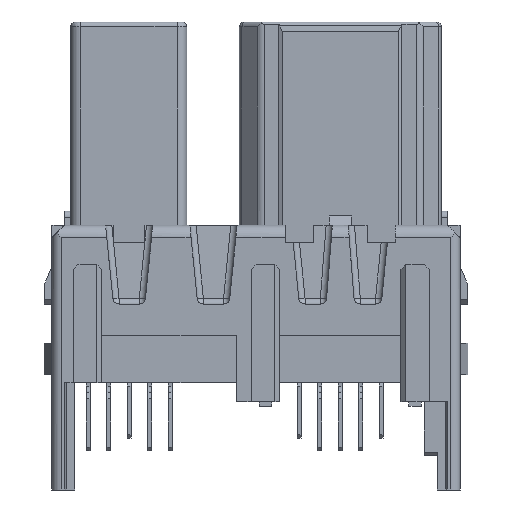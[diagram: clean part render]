
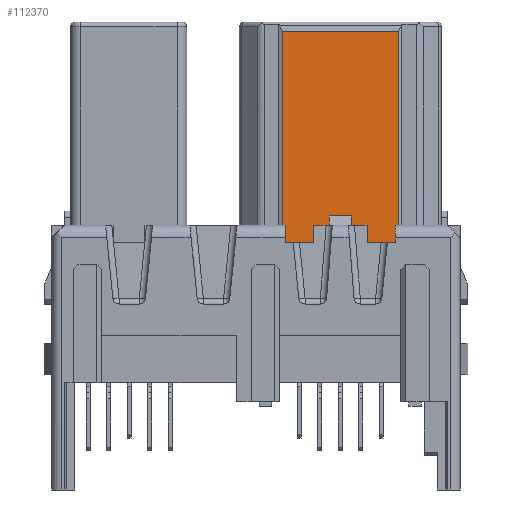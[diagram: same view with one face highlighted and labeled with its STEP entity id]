
A CAD part, front view. The second image highlights one B-rep face of the part: STEP entity #112370.
In plain terms, the highlighted planar face has unit normal (0, -1, 0).
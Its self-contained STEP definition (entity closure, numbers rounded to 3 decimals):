
#7610=CARTESIAN_POINT('',(3.4,-1.4,6.15));
#7620=DIRECTION('',(1.,0.,0.));
#7630=VECTOR('',#7620,1.);
#7640=LINE('',#7610,#7630);
#7650=CARTESIAN_POINT('',(1.189,-1.4,6.15));
#7660=VERTEX_POINT('',#7650);
#7670=CARTESIAN_POINT('',(4.889,-1.4,6.15));
#7680=VERTEX_POINT('',#7670);
#7690=EDGE_CURVE('',#7660,#7680,#7640,.T.);
#8110=CARTESIAN_POINT('',(4.889,-1.4,-1.5));
#8120=VERTEX_POINT('',#8110);
#8150=CARTESIAN_POINT('',(4.889,-1.4,0.));
#8160=DIRECTION('',(0.,-0.,-1.));
#8170=VECTOR('',#8160,1.);
#8180=LINE('',#8150,#8170);
#8190=EDGE_CURVE('',#7680,#8120,#8180,.T.);
#110820=CARTESIAN_POINT('',(2.689,-1.4,0.));
#110830=DIRECTION('',(0.,0.,1.));
#110840=VECTOR('',#110830,1.);
#110850=LINE('',#110820,#110840);
#110860=CARTESIAN_POINT('',(2.689,-1.4,-1.6));
#110870=VERTEX_POINT('',#110860);
#110880=CARTESIAN_POINT('',(2.689,-1.4,0.246));
#110890=VERTEX_POINT('',#110880);
#110900=EDGE_CURVE('',#110870,#110890,#110850,.T.);
#111270=CARTESIAN_POINT('',(1.989,-1.4,-1.6));
#111280=VERTEX_POINT('',#111270);
#111310=CARTESIAN_POINT('',(3.4,-1.4,-1.6));
#111320=DIRECTION('',(1.,0.,0.));
#111330=VECTOR('',#111320,1.);
#111340=LINE('',#111310,#111330);
#111350=EDGE_CURVE('',#111280,#110870,#111340,.T.);
#111480=CARTESIAN_POINT('',(1.09,-1.4,-1.8));
#111490=DIRECTION('',(0.,-1.,0.));
#111500=DIRECTION('',(-1.,-0.,0.));
#111510=AXIS2_PLACEMENT_3D('',#111480,#111490,#111500);
#111520=PLANE('',#111510);
#111530=ORIENTED_EDGE('',*,*,#8190,.F.);
#111540=CARTESIAN_POINT('',(3.4,-1.4,-1.5));
#111550=DIRECTION('',(1.,-0.,-0.));
#111560=VECTOR('',#111550,1.);
#111570=LINE('',#111540,#111560);
#111580=CARTESIAN_POINT('',(4.189,-1.4,-1.5));
#111590=VERTEX_POINT('',#111580);
#111600=EDGE_CURVE('',#111590,#8120,#111570,.T.);
#111610=ORIENTED_EDGE('',*,*,#111600,.T.);
#111620=CARTESIAN_POINT('',(4.189,-1.4,-1.6));
#111630=DIRECTION('',(0.,1.,0.));
#111640=DIRECTION('',(1.,-0.,0.));
#111650=AXIS2_PLACEMENT_3D('',#111620,#111630,#111640);
#111660=CIRCLE('',#111650,0.1);
#111670=CARTESIAN_POINT('',(4.089,-1.4,-1.6));
#111680=VERTEX_POINT('',#111670);
#111690=EDGE_CURVE('',#111680,#111590,#111660,.T.);
#111700=ORIENTED_EDGE('',*,*,#111690,.T.);
#111710=CARTESIAN_POINT('',(3.4,-1.4,-1.6));
#111720=DIRECTION('',(1.,-0.,-0.));
#111730=VECTOR('',#111720,1.);
#111740=LINE('',#111710,#111730);
#111750=CARTESIAN_POINT('',(3.389,-1.4,-1.6));
#111760=VERTEX_POINT('',#111750);
#111770=EDGE_CURVE('',#111760,#111680,#111740,.T.);
#111780=ORIENTED_EDGE('',*,*,#111770,.T.);
#111790=CARTESIAN_POINT('',(3.389,-1.4,0.));
#111800=DIRECTION('',(0.,-0.,-1.));
#111810=VECTOR('',#111800,1.);
#111820=LINE('',#111790,#111810);
#111830=CARTESIAN_POINT('',(3.389,-1.4,0.246));
#111840=VERTEX_POINT('',#111830);
#111850=EDGE_CURVE('',#111840,#111760,#111820,.T.);
#111860=ORIENTED_EDGE('',*,*,#111850,.T.);
#111870=CARTESIAN_POINT('',(3.389,-1.4,0.));
#111880=DIRECTION('',(0.,-0.,1.));
#111890=VECTOR('',#111880,1.);
#111900=LINE('',#111870,#111890);
#111910=CARTESIAN_POINT('',(3.389,-1.4,0.3));
#111920=VERTEX_POINT('',#111910);
#111930=EDGE_CURVE('',#111840,#111920,#111900,.T.);
#111940=ORIENTED_EDGE('',*,*,#111930,.F.);
#111950=CARTESIAN_POINT('',(3.4,-1.4,0.3));
#111960=DIRECTION('',(1.,0.,0.));
#111970=VECTOR('',#111960,1.);
#111980=LINE('',#111950,#111970);
#111990=CARTESIAN_POINT('',(2.689,-1.4,0.3));
#112000=VERTEX_POINT('',#111990);
#112010=EDGE_CURVE('',#112000,#111920,#111980,.T.);
#112020=ORIENTED_EDGE('',*,*,#112010,.T.);
#112030=CARTESIAN_POINT('',(2.689,-1.4,0.));
#112040=DIRECTION('',(0.,-0.,-1.));
#112050=VECTOR('',#112040,1.);
#112060=LINE('',#112030,#112050);
#112070=EDGE_CURVE('',#112000,#110890,#112060,.T.);
#112080=ORIENTED_EDGE('',*,*,#112070,.F.);
#112090=ORIENTED_EDGE('',*,*,#110900,.T.);
#112100=ORIENTED_EDGE('',*,*,#111350,.T.);
#112110=CARTESIAN_POINT('',(1.889,-1.4,-1.6));
#112120=DIRECTION('',(-0.,1.,-0.));
#112130=DIRECTION('',(-1.,0.,0.));
#112140=AXIS2_PLACEMENT_3D('',#112110,#112120,#112130);
#112150=CIRCLE('',#112140,0.1);
#112160=CARTESIAN_POINT('',(1.889,-1.4,-1.5));
#112170=VERTEX_POINT('',#112160);
#112180=EDGE_CURVE('',#112170,#111280,#112150,.T.);
#112190=ORIENTED_EDGE('',*,*,#112180,.T.);
#112200=CARTESIAN_POINT('',(3.4,-1.4,-1.5));
#112210=DIRECTION('',(1.,-0.,-0.));
#112220=VECTOR('',#112210,1.);
#112230=LINE('',#112200,#112220);
#112240=CARTESIAN_POINT('',(1.189,-1.4,-1.5));
#112250=VERTEX_POINT('',#112240);
#112260=EDGE_CURVE('',#112250,#112170,#112230,.T.);
#112270=ORIENTED_EDGE('',*,*,#112260,.T.);
#112280=CARTESIAN_POINT('',(1.189,-1.4,0.));
#112290=DIRECTION('',(-0.,0.,-1.));
#112300=VECTOR('',#112290,1.);
#112310=LINE('',#112280,#112300);
#112320=EDGE_CURVE('',#7660,#112250,#112310,.T.);
#112330=ORIENTED_EDGE('',*,*,#112320,.T.);
#112340=ORIENTED_EDGE('',*,*,#7690,.F.);
#112350=EDGE_LOOP('',(#112340,#112330,#112270,#112190,#112100,#112090,
#112080,#112020,#111940,#111860,#111780,#111700,#111610,#111530));
#112360=FACE_OUTER_BOUND('',#112350,.T.);
#112370=ADVANCED_FACE('',(#112360),#111520,.T.);
